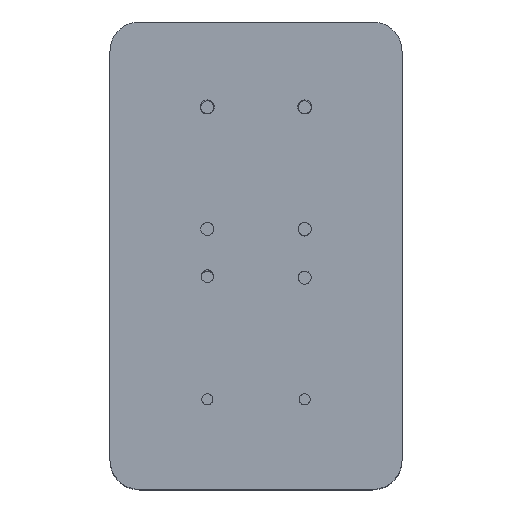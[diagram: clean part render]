
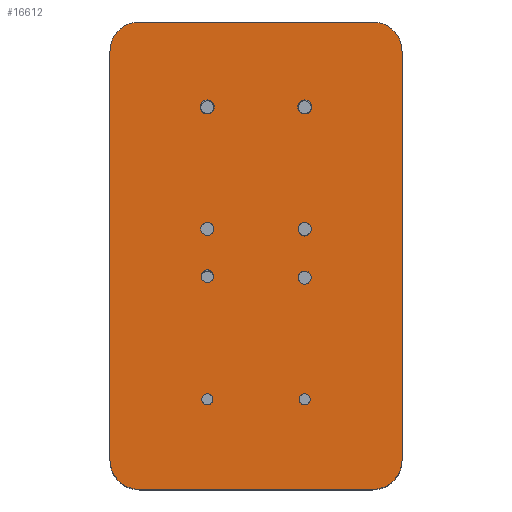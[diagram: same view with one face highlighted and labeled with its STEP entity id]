
A CAD part, top view. The second image highlights one B-rep face of the part: STEP entity #16612.
In plain terms, the highlighted planar face has unit normal (0, 0, 1).
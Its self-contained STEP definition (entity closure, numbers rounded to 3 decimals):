
#156=FACE_BOUND('',#2895,.T.);
#157=FACE_BOUND('',#2896,.T.);
#158=FACE_BOUND('',#2897,.T.);
#159=FACE_BOUND('',#2898,.T.);
#160=FACE_BOUND('',#2899,.T.);
#161=FACE_BOUND('',#2900,.T.);
#162=FACE_BOUND('',#2901,.T.);
#163=FACE_BOUND('',#2902,.T.);
#240=CIRCLE('',#17541,6.);
#244=CIRCLE('',#17547,6.);
#248=CIRCLE('',#17554,6.);
#252=CIRCLE('',#17560,6.);
#255=CIRCLE('',#17573,1.36);
#256=CIRCLE('',#17574,1.336);
#257=CIRCLE('',#17575,1.29);
#258=CIRCLE('',#17576,1.36);
#259=CIRCLE('',#17577,1.441);
#260=CIRCLE('',#17578,1.13);
#261=CIRCLE('',#17579,1.144);
#262=CIRCLE('',#17580,1.442);
#263=CIRCLE('',#17581,1.336);
#969=PLANE('',#17572);
#1843=FACE_OUTER_BOUND('',#2894,.T.);
#2894=EDGE_LOOP('',(#14317,#14318,#14319,#14320,#14321,#14322,#14323,#14324));
#2895=EDGE_LOOP('',(#14325,#14326));
#2896=EDGE_LOOP('',(#14327));
#2897=EDGE_LOOP('',(#14328));
#2898=EDGE_LOOP('',(#14329));
#2899=EDGE_LOOP('',(#14330));
#2900=EDGE_LOOP('',(#14331));
#2901=EDGE_LOOP('',(#14332));
#2902=EDGE_LOOP('',(#14333));
#4688=LINE('',#25266,#6746);
#4689=LINE('',#25268,#6747);
#4695=LINE('',#25285,#6753);
#4700=LINE('',#25295,#6758);
#6746=VECTOR('',#20685,10.);
#6747=VECTOR('',#20688,10.);
#6753=VECTOR('',#20704,10.);
#6758=VECTOR('',#20711,10.);
#8448=VERTEX_POINT('',#25209);
#8449=VERTEX_POINT('',#25210);
#8453=VERTEX_POINT('',#25222);
#8454=VERTEX_POINT('',#25223);
#8458=VERTEX_POINT('',#25238);
#8459=VERTEX_POINT('',#25239);
#8463=VERTEX_POINT('',#25251);
#8464=VERTEX_POINT('',#25252);
#8475=VERTEX_POINT('',#25297);
#8476=VERTEX_POINT('',#25298);
#8477=VERTEX_POINT('',#25301);
#8478=VERTEX_POINT('',#25303);
#8479=VERTEX_POINT('',#25305);
#8480=VERTEX_POINT('',#25307);
#8481=VERTEX_POINT('',#25309);
#8482=VERTEX_POINT('',#25311);
#8483=VERTEX_POINT('',#25313);
#10469=EDGE_CURVE('',#8448,#8449,#240,.T.);
#10475=EDGE_CURVE('',#8453,#8454,#244,.T.);
#10483=EDGE_CURVE('',#8458,#8459,#248,.T.);
#10489=EDGE_CURVE('',#8463,#8464,#252,.T.);
#10498=EDGE_CURVE('',#8448,#8454,#4688,.T.);
#10499=EDGE_CURVE('',#8453,#8464,#4689,.T.);
#10507=EDGE_CURVE('',#8458,#8449,#4695,.T.);
#10512=EDGE_CURVE('',#8463,#8459,#4700,.T.);
#10513=EDGE_CURVE('',#8475,#8476,#255,.T.);
#10514=EDGE_CURVE('',#8476,#8475,#256,.T.);
#10515=EDGE_CURVE('',#8477,#8477,#257,.T.);
#10516=EDGE_CURVE('',#8478,#8478,#258,.T.);
#10517=EDGE_CURVE('',#8479,#8479,#259,.T.);
#10518=EDGE_CURVE('',#8480,#8480,#260,.T.);
#10519=EDGE_CURVE('',#8481,#8481,#261,.T.);
#10520=EDGE_CURVE('',#8482,#8482,#262,.T.);
#10521=EDGE_CURVE('',#8483,#8483,#263,.T.);
#14317=ORIENTED_EDGE('',*,*,#10469,.F.);
#14318=ORIENTED_EDGE('',*,*,#10498,.T.);
#14319=ORIENTED_EDGE('',*,*,#10475,.F.);
#14320=ORIENTED_EDGE('',*,*,#10499,.T.);
#14321=ORIENTED_EDGE('',*,*,#10489,.F.);
#14322=ORIENTED_EDGE('',*,*,#10512,.T.);
#14323=ORIENTED_EDGE('',*,*,#10483,.F.);
#14324=ORIENTED_EDGE('',*,*,#10507,.T.);
#14325=ORIENTED_EDGE('',*,*,#10513,.T.);
#14326=ORIENTED_EDGE('',*,*,#10514,.T.);
#14327=ORIENTED_EDGE('',*,*,#10515,.T.);
#14328=ORIENTED_EDGE('',*,*,#10516,.T.);
#14329=ORIENTED_EDGE('',*,*,#10517,.T.);
#14330=ORIENTED_EDGE('',*,*,#10518,.T.);
#14331=ORIENTED_EDGE('',*,*,#10519,.T.);
#14332=ORIENTED_EDGE('',*,*,#10520,.T.);
#14333=ORIENTED_EDGE('',*,*,#10521,.T.);
#16612=ADVANCED_FACE('',(#1843,#156,#157,#158,#159,#160,#161,#162,#163),
#969,.T.);
#17541=AXIS2_PLACEMENT_3D('',#25211,#20621,#20622);
#17547=AXIS2_PLACEMENT_3D('',#25224,#20635,#20636);
#17554=AXIS2_PLACEMENT_3D('',#25240,#20653,#20654);
#17560=AXIS2_PLACEMENT_3D('',#25253,#20667,#20668);
#17572=AXIS2_PLACEMENT_3D('',#25296,#20712,#20713);
#17573=AXIS2_PLACEMENT_3D('',#25299,#20714,#20715);
#17574=AXIS2_PLACEMENT_3D('',#25300,#20716,#20717);
#17575=AXIS2_PLACEMENT_3D('',#25302,#20718,#20719);
#17576=AXIS2_PLACEMENT_3D('',#25304,#20720,#20721);
#17577=AXIS2_PLACEMENT_3D('',#25306,#20722,#20723);
#17578=AXIS2_PLACEMENT_3D('',#25308,#20724,#20725);
#17579=AXIS2_PLACEMENT_3D('',#25310,#20726,#20727);
#17580=AXIS2_PLACEMENT_3D('',#25312,#20728,#20729);
#17581=AXIS2_PLACEMENT_3D('',#25314,#20730,#20731);
#20621=DIRECTION('center_axis',(0.,0.,-1.));
#20622=DIRECTION('ref_axis',(0.707,0.707,0.));
#20635=DIRECTION('center_axis',(0.,0.,-1.));
#20636=DIRECTION('ref_axis',(-0.707,0.707,0.));
#20653=DIRECTION('center_axis',(0.,0.,-1.));
#20654=DIRECTION('ref_axis',(0.707,-0.707,0.));
#20667=DIRECTION('center_axis',(0.,0.,-1.));
#20668=DIRECTION('ref_axis',(-0.707,-0.707,0.));
#20685=DIRECTION('',(-1.,0.,0.));
#20688=DIRECTION('',(0.,-1.,0.));
#20704=DIRECTION('',(0.,1.,0.));
#20711=DIRECTION('',(1.,0.,0.));
#20712=DIRECTION('center_axis',(0.,0.,1.));
#20713=DIRECTION('ref_axis',(1.,0.,0.));
#20714=DIRECTION('center_axis',(0.,0.,-1.));
#20715=DIRECTION('ref_axis',(1.,0.,0.));
#20716=DIRECTION('center_axis',(0.,0.,-1.));
#20717=DIRECTION('ref_axis',(1.,0.,0.));
#20718=DIRECTION('center_axis',(0.,0.,-1.));
#20719=DIRECTION('ref_axis',(1.,0.,0.));
#20720=DIRECTION('center_axis',(0.,0.,-1.));
#20721=DIRECTION('ref_axis',(1.,0.,0.));
#20722=DIRECTION('center_axis',(0.,0.,-1.));
#20723=DIRECTION('ref_axis',(1.,0.,0.));
#20724=DIRECTION('center_axis',(0.,0.,-1.));
#20725=DIRECTION('ref_axis',(1.,0.,0.));
#20726=DIRECTION('center_axis',(0.,0.,-1.));
#20727=DIRECTION('ref_axis',(1.,0.,0.));
#20728=DIRECTION('center_axis',(0.,0.,-1.));
#20729=DIRECTION('ref_axis',(1.,0.,0.));
#20730=DIRECTION('center_axis',(0.,0.,-1.));
#20731=DIRECTION('ref_axis',(1.,0.,0.));
#25209=CARTESIAN_POINT('',(169.,190.,29.));
#25210=CARTESIAN_POINT('',(175.,184.,29.));
#25211=CARTESIAN_POINT('Origin',(169.,184.,29.));
#25222=CARTESIAN_POINT('',(115.,184.,29.));
#25223=CARTESIAN_POINT('',(121.,190.,29.));
#25224=CARTESIAN_POINT('Origin',(121.,184.,29.));
#25238=CARTESIAN_POINT('',(175.,100.,29.));
#25239=CARTESIAN_POINT('',(169.,94.,29.));
#25240=CARTESIAN_POINT('Origin',(169.,100.,29.));
#25251=CARTESIAN_POINT('',(121.,94.,29.));
#25252=CARTESIAN_POINT('',(115.,100.,29.));
#25253=CARTESIAN_POINT('Origin',(121.,100.,29.));
#25266=CARTESIAN_POINT('',(175.,190.,29.));
#25268=CARTESIAN_POINT('',(115.,190.,29.));
#25285=CARTESIAN_POINT('',(175.,94.,29.));
#25295=CARTESIAN_POINT('',(115.,94.,29.));
#25296=CARTESIAN_POINT('Origin',(145.,142.,29.));
#25297=CARTESIAN_POINT('',(156.306,147.781,29.));
#25298=CARTESIAN_POINT('',(153.694,147.782,29.));
#25299=CARTESIAN_POINT('Origin',(155.,147.4,29.));
#25300=CARTESIAN_POINT('Origin',(155.,147.5,29.));
#25301=CARTESIAN_POINT('',(133.721,137.801,29.));
#25302=CARTESIAN_POINT('Origin',(135.011,137.801,29.));
#25303=CARTESIAN_POINT('',(153.64,137.5,29.));
#25304=CARTESIAN_POINT('Origin',(155.,137.5,29.));
#25305=CARTESIAN_POINT('',(153.548,172.549,29.));
#25306=CARTESIAN_POINT('Origin',(154.989,172.549,29.));
#25307=CARTESIAN_POINT('',(133.881,112.504,29.));
#25308=CARTESIAN_POINT('Origin',(135.011,112.504,29.));
#25309=CARTESIAN_POINT('',(153.845,112.504,29.));
#25310=CARTESIAN_POINT('Origin',(154.989,112.504,29.));
#25311=CARTESIAN_POINT('',(133.548,172.549,29.));
#25312=CARTESIAN_POINT('Origin',(134.99,172.549,29.));
#25313=CARTESIAN_POINT('',(136.336,147.5,29.));
#25314=CARTESIAN_POINT('Origin',(135.,147.5,29.));
